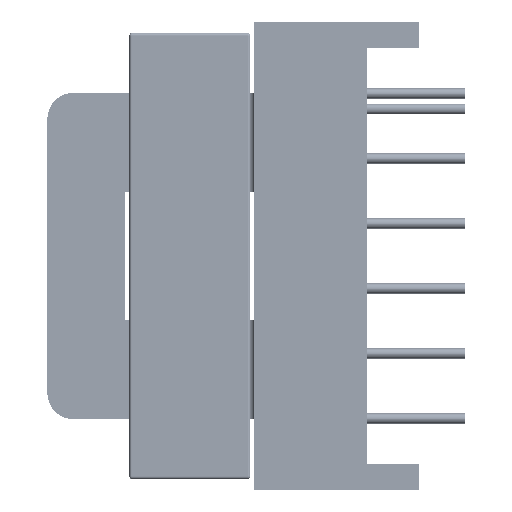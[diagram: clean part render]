
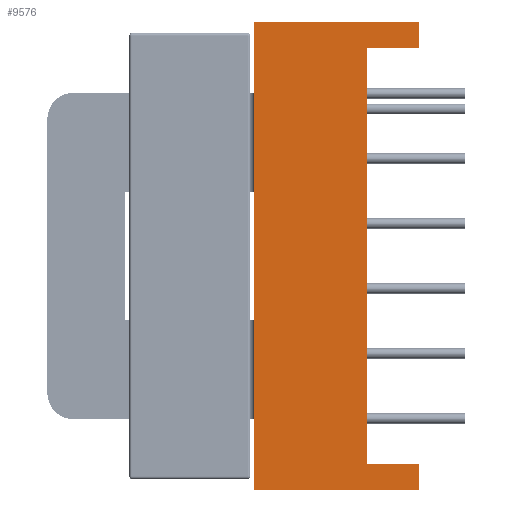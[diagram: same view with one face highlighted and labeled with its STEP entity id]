
A CAD part, left-side view. The second image highlights one B-rep face of the part: STEP entity #9576.
In plain terms, the highlighted planar face has unit normal (-1, 0, 0).
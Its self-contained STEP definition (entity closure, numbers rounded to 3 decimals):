
#217 = VECTOR ( 'NONE', #9435, 1000. ) ;
#853 = ORIENTED_EDGE ( 'NONE', *, *, #7862, .T. ) ;
#1699 = FACE_OUTER_BOUND ( 'NONE', #10016, .T. ) ;
#2052 = ORIENTED_EDGE ( 'NONE', *, *, #4907, .T. ) ;
#2152 = EDGE_CURVE ( 'NONE', #12067, #7715, #7121, .T. ) ;
#2338 = ORIENTED_EDGE ( 'NONE', *, *, #7479, .T. ) ;
#2399 = VECTOR ( 'NONE', #10606, 1000. ) ;
#2526 = CARTESIAN_POINT ( 'NONE',  ( -13.3, 0., -18. ) ) ;
#2541 = DIRECTION ( 'NONE',  ( 0., 1., 0. ) ) ;
#2548 = CARTESIAN_POINT ( 'NONE',  ( -13.3, -13.65, 16. ) ) ;
#2578 = ORIENTED_EDGE ( 'NONE', *, *, #3983, .F. ) ;
#2873 = ORIENTED_EDGE ( 'NONE', *, *, #3227, .F. ) ;
#2923 = CARTESIAN_POINT ( 'NONE',  ( -13.3, -17.65, -18. ) ) ;
#3227 = EDGE_CURVE ( 'NONE', #8189, #9006, #9931, .T. ) ;
#3636 = LINE ( 'NONE', #8284, #4731 ) ;
#3726 = VECTOR ( 'NONE', #12407, 1000. ) ;
#3983 = EDGE_CURVE ( 'NONE', #9006, #10152, #6734, .T. ) ;
#4021 = LINE ( 'NONE', #5245, #6927 ) ;
#4150 = DIRECTION ( 'NONE',  ( 0., 0., 1. ) ) ;
#4517 = CARTESIAN_POINT ( 'NONE',  ( -13.3, -13.65, 16. ) ) ;
#4653 = EDGE_CURVE ( 'NONE', #7715, #10152, #6112, .T. ) ;
#4731 = VECTOR ( 'NONE', #12316, 1000. ) ;
#4783 = CARTESIAN_POINT ( 'NONE',  ( -13.3, -4.95, 0. ) ) ;
#4907 = EDGE_CURVE ( 'NONE', #12690, #12067, #3636, .T. ) ;
#5245 = CARTESIAN_POINT ( 'NONE',  ( -13.3, -17.65, 0. ) ) ;
#5593 = DIRECTION ( 'NONE',  ( -1., 0., 0. ) ) ;
#5897 = EDGE_CURVE ( 'NONE', #5989, #9665, #8078, .T. ) ;
#5989 = VERTEX_POINT ( 'NONE', #10420 ) ;
#6112 = LINE ( 'NONE', #8455, #8146 ) ;
#6461 = CARTESIAN_POINT ( 'NONE',  ( -13.3, -17.65, -16. ) ) ;
#6734 = LINE ( 'NONE', #4783, #2399 ) ;
#6897 = CARTESIAN_POINT ( 'NONE',  ( -13.3, -13.65, -16. ) ) ;
#6927 = VECTOR ( 'NONE', #4150, 1000. ) ;
#7121 = LINE ( 'NONE', #10397, #3726 ) ;
#7479 = EDGE_CURVE ( 'NONE', #9665, #12690, #8031, .T. ) ;
#7600 = DIRECTION ( 'NONE',  ( 0., 1., 0. ) ) ;
#7715 = VERTEX_POINT ( 'NONE', #10919 ) ;
#7717 = PLANE ( 'NONE',  #8714 ) ;
#7862 = EDGE_CURVE ( 'NONE', #8189, #5989, #4021, .T. ) ;
#8031 = LINE ( 'NONE', #4517, #217 ) ;
#8078 = LINE ( 'NONE', #6461, #10578 ) ;
#8146 = VECTOR ( 'NONE', #2541, 1000. ) ;
#8189 = VERTEX_POINT ( 'NONE', #2923 ) ;
#8284 = CARTESIAN_POINT ( 'NONE',  ( -13.3, -17.65, 16. ) ) ;
#8455 = CARTESIAN_POINT ( 'NONE',  ( -13.3, 0., 18. ) ) ;
#8612 = CARTESIAN_POINT ( 'NONE',  ( -13.3, -4.95, -18. ) ) ;
#8714 = AXIS2_PLACEMENT_3D ( 'NONE', #11566, #5593, #11527 ) ;
#9006 = VERTEX_POINT ( 'NONE', #8612 ) ;
#9316 = DIRECTION ( 'NONE',  ( 0., 1., 0. ) ) ;
#9435 = DIRECTION ( 'NONE',  ( 0., 0., 1. ) ) ;
#9576 = ADVANCED_FACE ( 'NONE', ( #1699 ), #7717, .T. ) ;
#9665 = VERTEX_POINT ( 'NONE', #6897 ) ;
#9901 = ORIENTED_EDGE ( 'NONE', *, *, #5897, .T. ) ;
#9931 = LINE ( 'NONE', #2526, #11167 ) ;
#10016 = EDGE_LOOP ( 'NONE', ( #2052, #10537, #10124, #2578, #2873, #853, #9901, #2338 ) ) ;
#10124 = ORIENTED_EDGE ( 'NONE', *, *, #4653, .T. ) ;
#10152 = VERTEX_POINT ( 'NONE', #10876 ) ;
#10397 = CARTESIAN_POINT ( 'NONE',  ( -13.3, -17.65, 0. ) ) ;
#10420 = CARTESIAN_POINT ( 'NONE',  ( -13.3, -17.65, -16. ) ) ;
#10537 = ORIENTED_EDGE ( 'NONE', *, *, #2152, .T. ) ;
#10578 = VECTOR ( 'NONE', #9316, 1000. ) ;
#10606 = DIRECTION ( 'NONE',  ( 0., 0., 1. ) ) ;
#10876 = CARTESIAN_POINT ( 'NONE',  ( -13.3, -4.95, 18. ) ) ;
#10919 = CARTESIAN_POINT ( 'NONE',  ( -13.3, -17.65, 18. ) ) ;
#11167 = VECTOR ( 'NONE', #7600, 1000. ) ;
#11527 = DIRECTION ( 'NONE',  ( 0., 0., -1. ) ) ;
#11566 = CARTESIAN_POINT ( 'NONE',  ( -13.3, 0., 0. ) ) ;
#11709 = CARTESIAN_POINT ( 'NONE',  ( -13.3, -17.65, 16. ) ) ;
#12067 = VERTEX_POINT ( 'NONE', #11709 ) ;
#12316 = DIRECTION ( 'NONE',  ( 0., -1., 0. ) ) ;
#12407 = DIRECTION ( 'NONE',  ( 0., 0., 1. ) ) ;
#12690 = VERTEX_POINT ( 'NONE', #2548 ) ;
